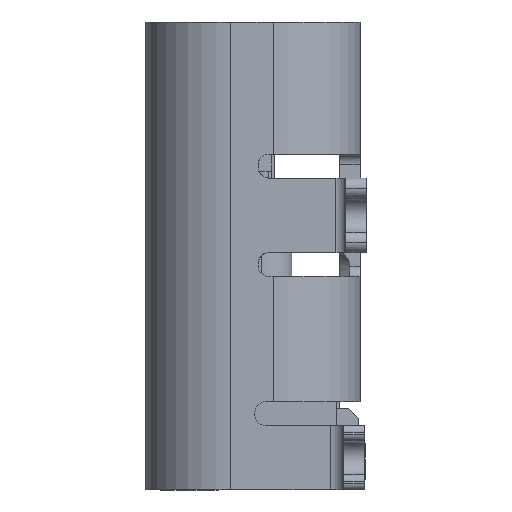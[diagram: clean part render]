
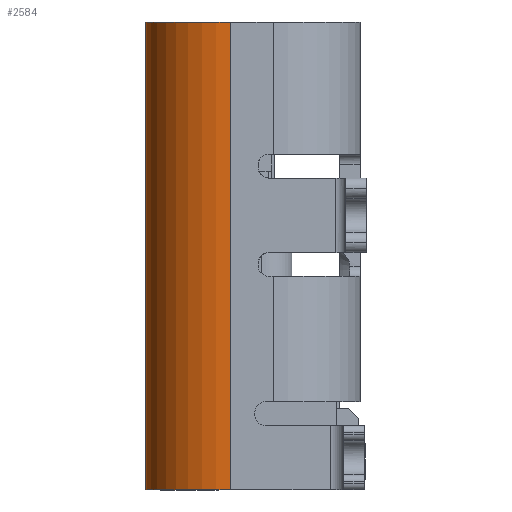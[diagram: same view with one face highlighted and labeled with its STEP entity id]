
A CAD part, left-side view. The second image highlights one B-rep face of the part: STEP entity #2584.
In plain terms, the highlighted cylindrical face has radius 1.25 mm (diameter 2.5 mm), a partial arc.
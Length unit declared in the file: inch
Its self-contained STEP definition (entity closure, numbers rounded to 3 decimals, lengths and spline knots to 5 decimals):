
#713 = CIRCLE ( 'NONE', #1808, 0.04921 ) ;
#1808 = AXIS2_PLACEMENT_3D ( 'NONE', #15005, #25341, #7452 ) ;
#2584 = ADVANCED_FACE ( 'NONE', ( #26137 ), #21090, .T. ) ;
#2839 = ORIENTED_EDGE ( 'NONE', *, *, #15318, .T. ) ;
#4450 = AXIS2_PLACEMENT_3D ( 'NONE', #17769, #25691, #30988 ) ;
#5063 = VECTOR ( 'NONE', #20881, 39.37008 ) ;
#5927 = ORIENTED_EDGE ( 'NONE', *, *, #20841, .T. ) ;
#6773 = EDGE_CURVE ( 'NONE', #22373, #12067, #28534, .T. ) ;
#7452 = DIRECTION ( 'NONE',  ( 1., 0., 0. ) ) ;
#7972 = VERTEX_POINT ( 'NONE', #10341 ) ;
#8261 = DIRECTION ( 'NONE',  ( 1., 0., 0. ) ) ;
#10341 = CARTESIAN_POINT ( 'NONE',  ( -0.17598, 0.07815, 0. ) ) ;
#12067 = VERTEX_POINT ( 'NONE', #19191 ) ;
#13812 = CARTESIAN_POINT ( 'NONE',  ( -0.12677, 0.07815, -0.27165 ) ) ;
#15005 = CARTESIAN_POINT ( 'NONE',  ( -0.12677, 0.07815, -0.27165 ) ) ;
#15318 = EDGE_CURVE ( 'NONE', #12067, #29419, #713, .T. ) ;
#15723 = AXIS2_PLACEMENT_3D ( 'NONE', #13812, #16172, #8261 ) ;
#15953 = CARTESIAN_POINT ( 'NONE',  ( -0.17598, 0.07815, -0.27165 ) ) ;
#16159 = CARTESIAN_POINT ( 'NONE',  ( -0.12677, 0.12736, 0. ) ) ;
#16172 = DIRECTION ( 'NONE',  ( 0., 0., 1. ) ) ;
#17769 = CARTESIAN_POINT ( 'NONE',  ( -0.12677, 0.07815, 0. ) ) ;
#18284 = ORIENTED_EDGE ( 'NONE', *, *, #6773, .T. ) ;
#18473 = CIRCLE ( 'NONE', #4450, 0.04921 ) ;
#18717 = DIRECTION ( 'NONE',  ( 0., 0., -1. ) ) ;
#19015 = LINE ( 'NONE', #15953, #5063 ) ;
#19191 = CARTESIAN_POINT ( 'NONE',  ( -0.12677, 0.12736, -0.27165 ) ) ;
#20841 = EDGE_CURVE ( 'NONE', #7972, #22373, #18473, .T. ) ;
#20881 = DIRECTION ( 'NONE',  ( 0., 0., 1. ) ) ;
#20913 = VECTOR ( 'NONE', #18717, 39.37008 ) ;
#21090 = CYLINDRICAL_SURFACE ( 'NONE', #15723, 0.04921 ) ;
#21187 = EDGE_LOOP ( 'NONE', ( #5927, #18284, #2839, #28199 ) ) ;
#22373 = VERTEX_POINT ( 'NONE', #16159 ) ;
#25341 = DIRECTION ( 'NONE',  ( 0., 0., 1. ) ) ;
#25691 = DIRECTION ( 'NONE',  ( 0., 0., -1. ) ) ;
#26137 = FACE_OUTER_BOUND ( 'NONE', #21187, .T. ) ;
#26139 = CARTESIAN_POINT ( 'NONE',  ( -0.12677, 0.12736, -0.27165 ) ) ;
#27406 = EDGE_CURVE ( 'NONE', #29419, #7972, #19015, .T. ) ;
#28199 = ORIENTED_EDGE ( 'NONE', *, *, #27406, .T. ) ;
#28534 = LINE ( 'NONE', #26139, #20913 ) ;
#29419 = VERTEX_POINT ( 'NONE', #30047 ) ;
#30047 = CARTESIAN_POINT ( 'NONE',  ( -0.17598, 0.07815, -0.27165 ) ) ;
#30988 = DIRECTION ( 'NONE',  ( 1., 0., 0. ) ) ;
